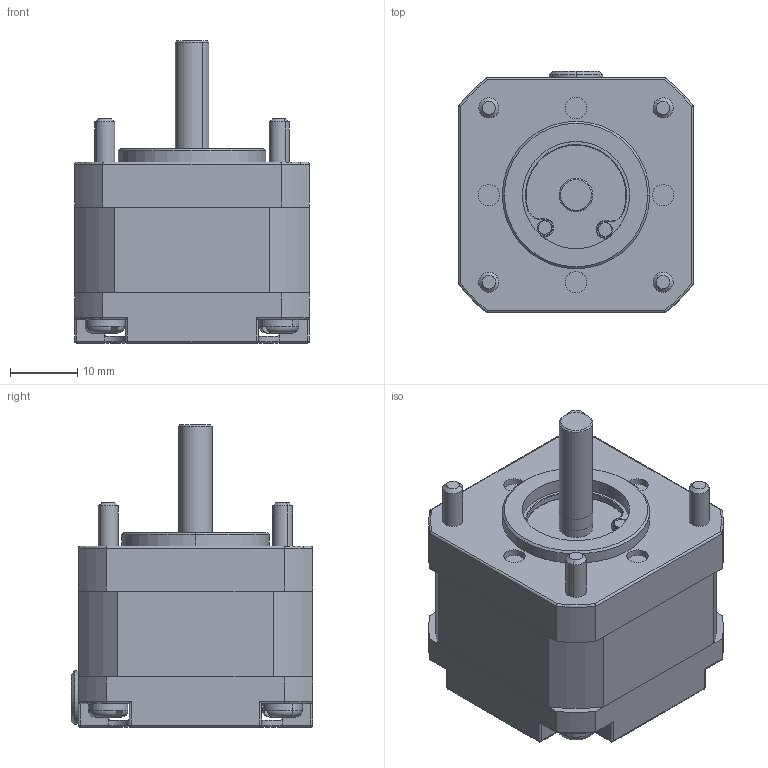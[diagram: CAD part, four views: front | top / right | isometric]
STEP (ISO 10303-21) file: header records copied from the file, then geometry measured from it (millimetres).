
FILE_DESCRIPTION (( 'STEP AP203' ), '1' );
FILE_NAME ('D35-1.STEP', '2018-04-04T13:44:11', ( '' ), ( '' ), 'SwSTEP 2.0', 'SolidWorks 2018', '' );
FILE_SCHEMA (( 'CONFIG_CONTROL_DESIGN' ));
Length unit declared in the file: millimetre
Products named in the file (1): D35-1
Bounding box: 35 x 36 x 45.1 mm (x, y, z)
Volume: 28135 mm3; surface area: 9858.1 mm2
Topology: 2 solids, 2 shells, 392 faces, 969 edges, 574 vertices
Faces by surface type: cylinder 169, plane 113, torus 88, cone 14, sphere 8
Entity records: 11914 total; most frequent: CARTESIAN_POINT 2306, DIRECTION 2189, ORIENTED_EDGE 1922, EDGE_CURVE 961, AXIS2_PLACEMENT_3D 897, VERTEX_POINT 574, CIRCLE 504, EDGE_LOOP 429
